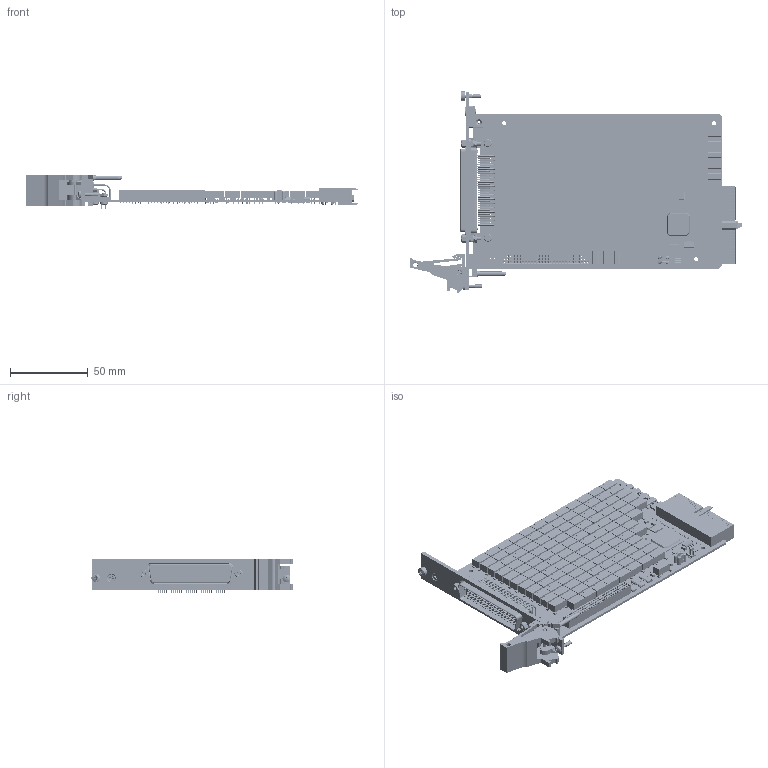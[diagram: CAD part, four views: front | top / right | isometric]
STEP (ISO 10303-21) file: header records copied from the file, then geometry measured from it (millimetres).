
FILE_DESCRIPTION (( 'STEP AP214' ), '1' );
FILE_NAME ('40-508-001 Efficient Matrix 18x12.STEP', '2013-08-27T15:11:44', ( 'admin' ), ( '' ), 'SwSTEP 2.0', 'SolidWorks 2012', '' );
FILE_SCHEMA (( 'AUTOMOTIVE_DESIGN' ));
Length unit declared in the file: millimetre
Products named in the file (1): 40-508-001  Efficient Matrix 18x12
Bounding box: 214.01 x 129.67 x 22.35 mm (x, y, z)
Surface area: 97136.6 mm2 (no closed solid volume)
Topology: 0 solids, 2145 shells, 7169 faces, 24724 edges, 18816 vertices
Faces by surface type: plane 5078, cylinder 1936, torus 94, cone 36, bspline 17, sphere 8
Full cylindrical faces by diameter (mm): 0.25 x1, 0.4 x1016, 0.5 x72, 0.55 x46, 0.6 x110, 0.65 x2, 0.656 x4, 0.75 x2, 0.8 x20, 1 x109, 1.01 x32, 1.496 x2, 2 x6, 2.05 x3, 2.5 x9, 2.6 x3, 2.7 x4, 2.8 x1, 3 x3, 3.2 x1, 4.7 x1, 5 x7, 5.2 x4, 5.3 x1, 5.5 x1, 5.7 x1, 6 x1
Entity records: 342908 total; most frequent: CARTESIAN_POINT 61026, DIRECTION 41703, ORIENTED_EDGE 31443, EDGE_CURVE 22965, VERTEX_POINT 18598, VECTOR 16925, LINE 16925, AXIS2_PLACEMENT_3D 12389
